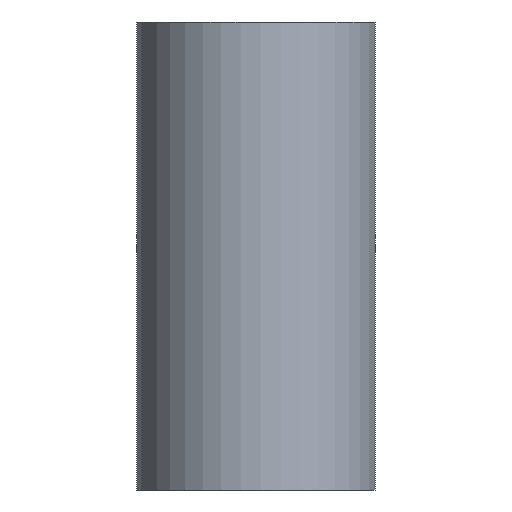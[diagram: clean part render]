
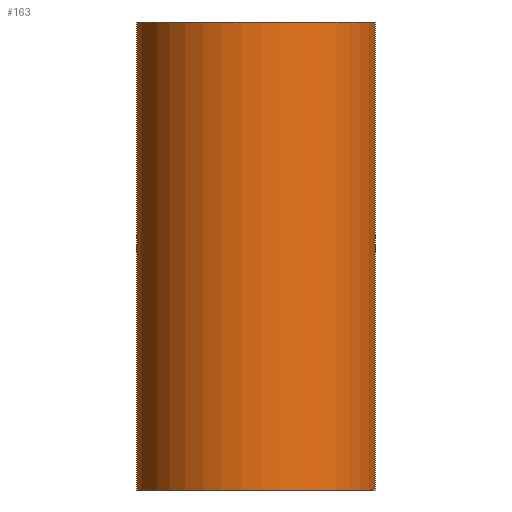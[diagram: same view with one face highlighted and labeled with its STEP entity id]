
A CAD part, left-side view. The second image highlights one B-rep face of the part: STEP entity #163.
In plain terms, the highlighted cylindrical face has radius 1.905 mm (diameter 3.81 mm), a partial arc.
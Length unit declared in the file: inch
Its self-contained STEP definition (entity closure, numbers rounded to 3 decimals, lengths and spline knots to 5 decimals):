
#28=FACE_OUTER_BOUND('',#37,.T.);
#37=EDGE_LOOP('',(#135,#136,#137,#138));
#43=LINE('',#263,#56);
#47=LINE('',#275,#60);
#56=VECTOR('',#214,0.3937);
#60=VECTOR('',#224,0.125);
#74=CIRCLE('',#201,0.075);
#75=CIRCLE('',#202,0.075);
#76=VERTEX_POINT('',#256);
#79=VERTEX_POINT('',#261);
#82=VERTEX_POINT('',#271);
#84=VERTEX_POINT('',#274);
#93=EDGE_CURVE('',#79,#76,#43,.T.);
#98=EDGE_CURVE('',#82,#84,#47,.T.);
#109=EDGE_CURVE('',#84,#79,#74,.T.);
#110=EDGE_CURVE('',#82,#76,#75,.T.);
#135=ORIENTED_EDGE('',*,*,#93,.F.);
#136=ORIENTED_EDGE('',*,*,#109,.F.);
#137=ORIENTED_EDGE('',*,*,#98,.F.);
#138=ORIENTED_EDGE('',*,*,#110,.T.);
#156=CYLINDRICAL_SURFACE('',#200,0.075);
#163=ADVANCED_FACE('',(#28),#156,.T.);
#200=AXIS2_PLACEMENT_3D('',#294,#244,#245);
#201=AXIS2_PLACEMENT_3D('',#295,#246,#247);
#202=AXIS2_PLACEMENT_3D('',#296,#248,#249);
#214=DIRECTION('',(0.,0.,-1.));
#224=DIRECTION('',(0.,0.,1.));
#244=DIRECTION('center_axis',(0.,0.,1.));
#245=DIRECTION('ref_axis',(-0.804,-0.595,0.));
#246=DIRECTION('center_axis',(0.,0.,1.));
#247=DIRECTION('ref_axis',(1.,0.,0.));
#248=DIRECTION('center_axis',(0.,0.,1.));
#249=DIRECTION('ref_axis',(1.,0.,0.));
#256=CARTESIAN_POINT('',(0.07321,-0.0163,0.));
#261=CARTESIAN_POINT('',(0.07321,-0.0163,0.294));
#263=CARTESIAN_POINT('',(0.07321,-0.0163,0.));
#271=CARTESIAN_POINT('',(0.00576,0.07478,0.));
#274=CARTESIAN_POINT('',(0.00576,0.07478,0.294));
#275=CARTESIAN_POINT('',(0.00576,0.07478,0.));
#294=CARTESIAN_POINT('Origin',(0.,0.,0.));
#295=CARTESIAN_POINT('Origin',(0.,0.,0.294));
#296=CARTESIAN_POINT('Origin',(0.,0.,0.));
